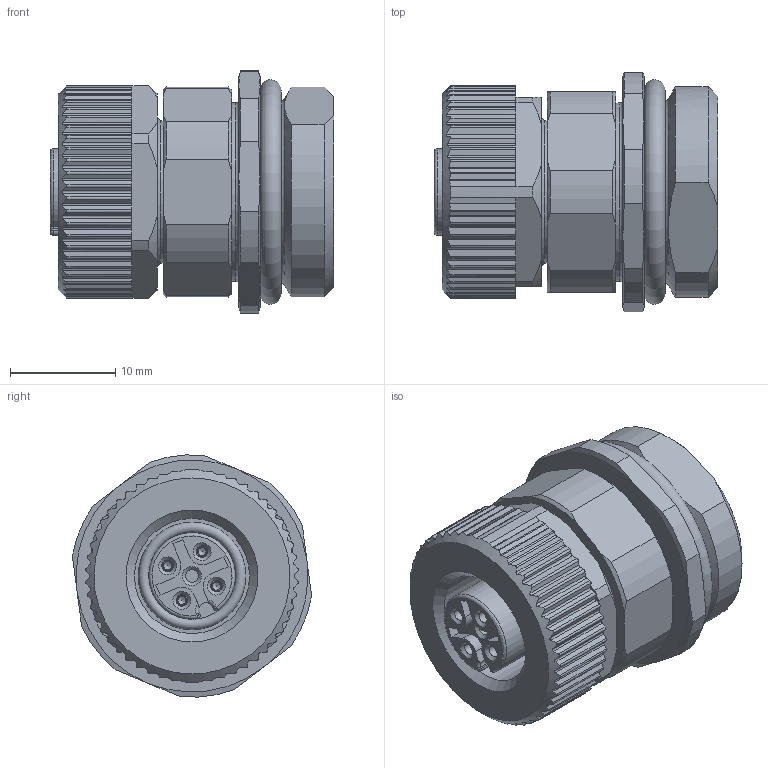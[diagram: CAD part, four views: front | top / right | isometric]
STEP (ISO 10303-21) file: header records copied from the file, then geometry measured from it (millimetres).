
FILE_DESCRIPTION(/* description */ (''),/* implementation_level */ '2;1');
FILE_NAME(/* name */ '99_0432_500_04_001_01.stp',/* time_stamp */ '2012-11-26T10:55:13+01:00',/* author */ (''),/* organization */ (''),/* preprocessor_version */ 'ST-DEVELOPER v11',/* originating_system */ 'SIEMENS UGS NX 6.0',/* authorisation */ '');
FILE_SCHEMA (('AUTOMOTIVE_DESIGN { 1 0 10303 214 1 1 1 1 }'));
Length unit declared in the file: millimetre
Products named in the file (1): kbor6E0834h5
Bounding box: 26.9 x 22.69 x 22.96 mm (x, y, z)
Volume: 6546.5 mm3; surface area: 4431.6 mm2
Topology: 1 solids, 1 shells, 487 faces, 1342 edges, 872 vertices
Faces by surface type: plane 229, cylinder 159, cone 72, extrusion 16, torus 7, sphere 4
Full cylindrical faces by diameter (mm): 1.05 x4, 1.1 x4, 1.2 x1, 2.4 x4, 8.2 x1, 10.917 x1, 13.5 x1, 15.7 x1, 16.9 x1, 17.3 x1
Entity records: 15971 total; most frequent: CARTESIAN_POINT 4395, ORIENTED_EDGE 2508, DIRECTION 2203, EDGE_CURVE 1254, VERTEX_POINT 847, AXIS2_PLACEMENT_3D 817, VECTOR 569, LINE 553
